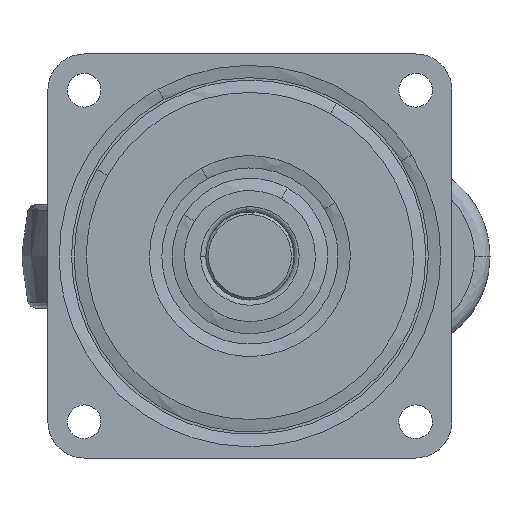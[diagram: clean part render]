
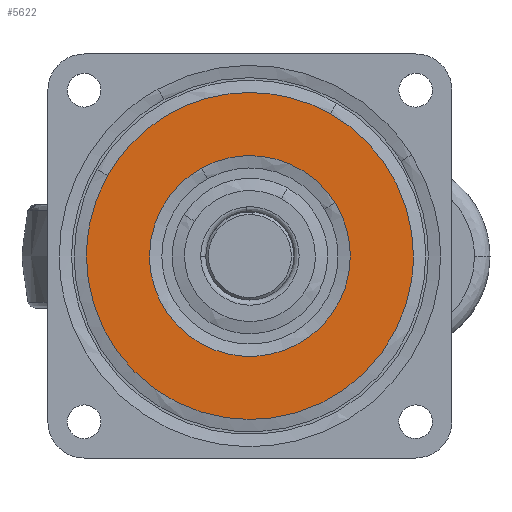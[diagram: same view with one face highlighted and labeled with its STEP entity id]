
A CAD part, top view. The second image highlights one B-rep face of the part: STEP entity #5622.
In plain terms, the highlighted free-form (B-spline) face has degree [1, 1] with [2, 2] control points.
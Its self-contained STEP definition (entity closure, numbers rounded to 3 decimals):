
#3673=CARTESIAN_POINT('',(-9.334,16.978,0.));
#3674=VERTEX_POINT('',#3673);
#3688=CARTESIAN_POINT('',(-19.375,0.0,0.0));
#3689=VERTEX_POINT('',#3688);
#3690=CARTESIAN_POINT('',(-19.375,0.0,0.0));
#3691=CARTESIAN_POINT('',(-19.375,11.458,0.0));
#3692=CARTESIAN_POINT('',(-9.334,16.978,0.));
#3700=(BOUNDED_CURVE()B_SPLINE_CURVE(2,(#3690,#3691,#3692),.UNSPECIFIED.,.F.,.U.)B_SPLINE_CURVE_WITH_KNOTS((3,3),(0.0,0.168),.UNSPECIFIED.)CURVE()GEOMETRIC_REPRESENTATION_ITEM()RATIONAL_B_SPLINE_CURVE((1.0,0.803,0.871))REPRESENTATION_ITEM(''));
#3701=EDGE_CURVE('',#3689,#3674,#3700,.T.);
#3703=CARTESIAN_POINT('',(19.375,0.0,0.0));
#3704=VERTEX_POINT('',#3703);
#3705=CARTESIAN_POINT('',(19.375,0.0,0.0));
#3706=CARTESIAN_POINT('',(19.375,-19.375,0.0));
#3707=CARTESIAN_POINT('',(0.0,-19.375,0.0));
#3708=CARTESIAN_POINT('',(-19.375,-19.375,0.0));
#3709=CARTESIAN_POINT('',(-19.375,0.0,0.0));
#3717=(BOUNDED_CURVE()B_SPLINE_CURVE(2,(#3705,#3706,#3707,#3708,#3709),.UNSPECIFIED.,.F.,.U.)B_SPLINE_CURVE_WITH_KNOTS((3,2,3),(0.5,0.75,1.0),.UNSPECIFIED.)CURVE()GEOMETRIC_REPRESENTATION_ITEM()RATIONAL_B_SPLINE_CURVE((1.0,0.707,1.0,0.707,1.0))REPRESENTATION_ITEM(''));
#3718=EDGE_CURVE('',#3704,#3689,#3717,.T.);
#3720=CARTESIAN_POINT('',(16.417,10.29,0.));
#3721=VERTEX_POINT('',#3720);
#3722=CARTESIAN_POINT('',(16.417,10.29,0.));
#3723=CARTESIAN_POINT('',(19.375,5.57,0.0));
#3724=CARTESIAN_POINT('',(19.375,0.0,0.0));
#3732=(BOUNDED_CURVE()B_SPLINE_CURVE(2,(#3722,#3723,#3724),.UNSPECIFIED.,.F.,.U.)B_SPLINE_CURVE_WITH_KNOTS((3,3),(0.409,0.5),.UNSPECIFIED.)CURVE()GEOMETRIC_REPRESENTATION_ITEM()RATIONAL_B_SPLINE_CURVE((0.864,0.894,1.0))REPRESENTATION_ITEM(''));
#3733=EDGE_CURVE('',#3721,#3704,#3732,.T.);
#3784=CARTESIAN_POINT('',(-9.334,16.978,0.));
#3785=CARTESIAN_POINT('',(-4.975,19.375,0.0));
#3786=CARTESIAN_POINT('',(0.0,19.375,0.0));
#3787=CARTESIAN_POINT('',(10.722,19.375,0.0));
#3788=CARTESIAN_POINT('',(16.417,10.29,0.));
#3796=(BOUNDED_CURVE()B_SPLINE_CURVE(2,(#3784,#3785,#3786,#3787,#3788),.UNSPECIFIED.,.F.,.U.)B_SPLINE_CURVE_WITH_KNOTS((3,2,3),(0.168,0.25,0.409),.UNSPECIFIED.)CURVE()GEOMETRIC_REPRESENTATION_ITEM()RATIONAL_B_SPLINE_CURVE((0.871,0.904,1.0,0.814,0.864))REPRESENTATION_ITEM(''));
#3797=EDGE_CURVE('',#3674,#3721,#3796,.T.);
#4523=CARTESIAN_POINT('',(15.549,27.461,0.));
#4524=VERTEX_POINT('',#4523);
#4538=CARTESIAN_POINT('',(31.558,0.0,0.0));
#4539=VERTEX_POINT('',#4538);
#4540=CARTESIAN_POINT('',(31.558,0.0,0.0));
#4541=CARTESIAN_POINT('',(31.558,18.397,0.0));
#4542=CARTESIAN_POINT('',(15.549,27.461,0.));
#4550=(BOUNDED_CURVE()B_SPLINE_CURVE(2,(#4540,#4541,#4542),.UNSPECIFIED.,.F.,.U.)B_SPLINE_CURVE_WITH_KNOTS((3,3),(0.5,0.666),.UNSPECIFIED.)CURVE()GEOMETRIC_REPRESENTATION_ITEM()RATIONAL_B_SPLINE_CURVE((1.0,0.805,0.869))REPRESENTATION_ITEM(''));
#4551=EDGE_CURVE('',#4539,#4524,#4550,.T.);
#4553=CARTESIAN_POINT('',(-31.558,0.0,0.0));
#4554=VERTEX_POINT('',#4553);
#4555=CARTESIAN_POINT('',(-31.558,0.0,0.0));
#4556=CARTESIAN_POINT('',(-31.558,-31.558,0.0));
#4557=CARTESIAN_POINT('',(0.0,-31.558,0.0));
#4558=CARTESIAN_POINT('',(31.558,-31.558,0.0));
#4559=CARTESIAN_POINT('',(31.558,0.0,0.0));
#4567=(BOUNDED_CURVE()B_SPLINE_CURVE(2,(#4555,#4556,#4557,#4558,#4559),.UNSPECIFIED.,.F.,.U.)B_SPLINE_CURVE_WITH_KNOTS((3,2,3),(0.0,0.25,0.5),.UNSPECIFIED.)CURVE()GEOMETRIC_REPRESENTATION_ITEM()RATIONAL_B_SPLINE_CURVE((1.0,0.707,1.0,0.707,1.0))REPRESENTATION_ITEM(''));
#4568=EDGE_CURVE('',#4554,#4539,#4567,.T.);
#4570=CARTESIAN_POINT('',(-27.461,15.549,0.));
#4571=VERTEX_POINT('',#4570);
#4572=CARTESIAN_POINT('',(-27.461,15.549,0.));
#4573=CARTESIAN_POINT('',(-31.558,8.314,0.0));
#4574=CARTESIAN_POINT('',(-31.558,0.0,0.0));
#4582=(BOUNDED_CURVE()B_SPLINE_CURVE(2,(#4572,#4573,#4574),.UNSPECIFIED.,.F.,.U.)B_SPLINE_CURVE_WITH_KNOTS((3,3),(0.916,1.0),.UNSPECIFIED.)CURVE()GEOMETRIC_REPRESENTATION_ITEM()RATIONAL_B_SPLINE_CURVE((0.869,0.902,1.0))REPRESENTATION_ITEM(''));
#4583=EDGE_CURVE('',#4571,#4554,#4582,.T.);
#4634=CARTESIAN_POINT('',(15.549,27.461,0.));
#4635=CARTESIAN_POINT('',(8.314,31.558,0.0));
#4636=CARTESIAN_POINT('',(0.0,31.558,0.0));
#4637=CARTESIAN_POINT('',(-18.397,31.558,0.0));
#4638=CARTESIAN_POINT('',(-27.461,15.549,0.));
#4646=(BOUNDED_CURVE()B_SPLINE_CURVE(2,(#4634,#4635,#4636,#4637,#4638),.UNSPECIFIED.,.F.,.U.)B_SPLINE_CURVE_WITH_KNOTS((3,2,3),(0.666,0.75,0.916),.UNSPECIFIED.)CURVE()GEOMETRIC_REPRESENTATION_ITEM()RATIONAL_B_SPLINE_CURVE((0.869,0.902,1.0,0.805,0.869))REPRESENTATION_ITEM(''));
#4647=EDGE_CURVE('',#4524,#4571,#4646,.T.);
#5605=CARTESIAN_POINT('',(-34.711,34.709,0.0));
#5606=CARTESIAN_POINT('',(34.711,34.709,0.0));
#5607=CARTESIAN_POINT('',(-34.711,-34.711,0.0));
#5608=CARTESIAN_POINT('',(34.711,-34.711,0.0));
#5609=B_SPLINE_SURFACE_WITH_KNOTS('',1,1,((#5605,#5607),(#5606,#5608)),.UNSPECIFIED.,.F.,.F.,.U.,(2,2),(2,2),(0.0,69.421),(0.0,69.42),.UNSPECIFIED.);
#5610=ORIENTED_EDGE('',*,*,#4568,.T.);
#5611=ORIENTED_EDGE('',*,*,#4551,.T.);
#5612=ORIENTED_EDGE('',*,*,#4647,.T.);
#5613=ORIENTED_EDGE('',*,*,#4583,.T.);
#5614=EDGE_LOOP('',(#5610,#5611,#5612,#5613));
#5615=FACE_OUTER_BOUND('',#5614,.T.);
#5616=ORIENTED_EDGE('',*,*,#3718,.T.);
#5617=ORIENTED_EDGE('',*,*,#3701,.T.);
#5618=ORIENTED_EDGE('',*,*,#3797,.T.);
#5619=ORIENTED_EDGE('',*,*,#3733,.T.);
#5620=EDGE_LOOP('',(#5616,#5617,#5618,#5619));
#5621=FACE_BOUND('',#5620,.T.);
#5622=ADVANCED_FACE('',(#5615,#5621),#5609,.F.);
